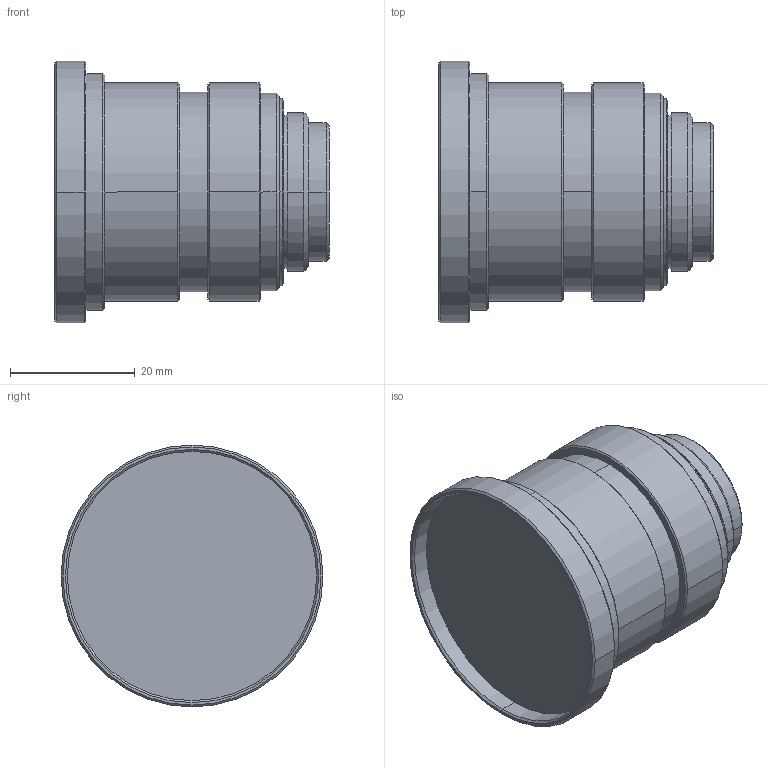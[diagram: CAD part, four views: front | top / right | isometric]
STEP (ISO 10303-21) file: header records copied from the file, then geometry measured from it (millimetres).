
FILE_DESCRIPTION(/* description */ ('AP214 STEP file'),/* implementation_level */ '2;1');
FILE_NAME(/* name */ 'FL-CC0814A-2M spec_out',/* time_stamp */ '2015-02-11T12:58:57+01:00',/* author */ (''),/* organization */ (''),/* preprocessor_version */ '',/* originating_system */ 'UNIGRAPHICS',/* authorisation */ '');
FILE_SCHEMA (('AUTOMOTIVE_DESIGN'));
Length unit declared in the file: millimetre
Products named in the file (1): FL-CC0814A-2M spec
Bounding box: 44 x 42 x 42 mm (x, y, z)
Volume: 35989.6 mm3; surface area: 7942.1 mm2
Topology: 1 solids, 1 shells, 56 faces, 128 edges, 84 vertices
Faces by surface type: cylinder 22, cone 22, plane 12
Entity records: 1374 total; most frequent: ORIENTED_EDGE 256, CARTESIAN_POINT 246, EDGE_CURVE 128, AXIS2_PLACEMENT_3D 119, STYLED_ITEM 90, CIRCLE 84, VERTEX_POINT 84, EDGE_LOOP 66
